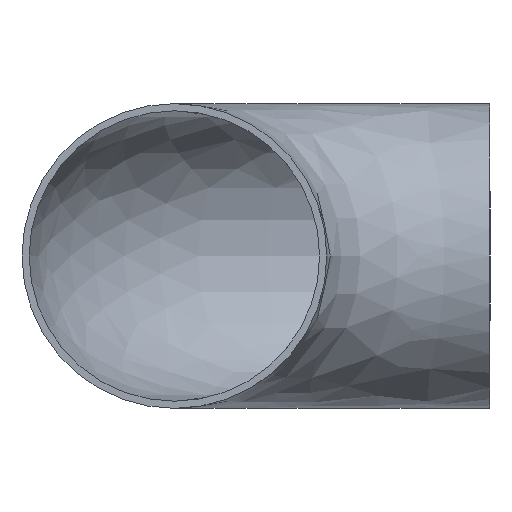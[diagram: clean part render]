
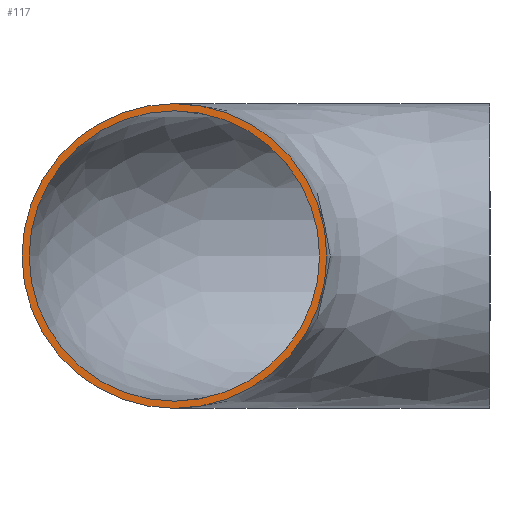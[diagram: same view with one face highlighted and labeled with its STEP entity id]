
A CAD part, front view. The second image highlights one B-rep face of the part: STEP entity #117.
In plain terms, the highlighted planar face has unit normal (0, -1, 0).
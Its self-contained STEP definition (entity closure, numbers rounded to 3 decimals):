
#5 = EDGE_LOOP ( 'NONE', ( #237, #403 ) ) ;
#25 = CARTESIAN_POINT ( 'NONE',  ( 0., 0., -25.4 ) ) ;
#27 = CIRCLE ( 'NONE', #80, 25.4 ) ;
#34 = AXIS2_PLACEMENT_3D ( 'NONE', #113, #293, #510 ) ;
#44 = EDGE_CURVE ( 'NONE', #269, #424, #27, .T. ) ;
#80 = AXIS2_PLACEMENT_3D ( 'NONE', #126, #171, #460 ) ;
#99 = ORIENTED_EDGE ( 'NONE', *, *, #445, .T. ) ;
#113 = CARTESIAN_POINT ( 'NONE',  ( 0., 0., 0. ) ) ;
#117 = ADVANCED_FACE ( 'NONE', ( #405, #337 ), #536, .F. ) ;
#118 = EDGE_CURVE ( 'NONE', #424, #269, #496, .T. ) ;
#126 = CARTESIAN_POINT ( 'NONE',  ( 0., 0., 0. ) ) ;
#154 = AXIS2_PLACEMENT_3D ( 'NONE', #185, #301, #512 ) ;
#157 = CARTESIAN_POINT ( 'NONE',  ( 0., 0., 24.2 ) ) ;
#171 = DIRECTION ( 'NONE',  ( 0., 1., 0. ) ) ;
#185 = CARTESIAN_POINT ( 'NONE',  ( 0., 0., 0. ) ) ;
#236 = DIRECTION ( 'NONE',  ( 0., 0., 1. ) ) ;
#237 = ORIENTED_EDGE ( 'NONE', *, *, #44, .F. ) ;
#269 = VERTEX_POINT ( 'NONE', #382 ) ;
#293 = DIRECTION ( 'NONE',  ( 0., 1., 0. ) ) ;
#295 = DIRECTION ( 'NONE',  ( 0., 1., 0. ) ) ;
#301 = DIRECTION ( 'NONE',  ( 0., 1., 0. ) ) ;
#309 = EDGE_CURVE ( 'NONE', #360, #448, #459, .T. ) ;
#336 = AXIS2_PLACEMENT_3D ( 'NONE', #487, #489, #236 ) ;
#337 = FACE_OUTER_BOUND ( 'NONE', #5, .T. ) ;
#353 = CIRCLE ( 'NONE', #34, 24.2 ) ;
#356 = AXIS2_PLACEMENT_3D ( 'NONE', #426, #295, #383 ) ;
#360 = VERTEX_POINT ( 'NONE', #523 ) ;
#382 = CARTESIAN_POINT ( 'NONE',  ( 0., 0., 25.4 ) ) ;
#383 = DIRECTION ( 'NONE',  ( 0., 0., 1. ) ) ;
#403 = ORIENTED_EDGE ( 'NONE', *, *, #118, .F. ) ;
#404 = ORIENTED_EDGE ( 'NONE', *, *, #309, .T. ) ;
#405 = FACE_BOUND ( 'NONE', #428, .T. ) ;
#424 = VERTEX_POINT ( 'NONE', #25 ) ;
#426 = CARTESIAN_POINT ( 'NONE',  ( 0., 0., 0. ) ) ;
#428 = EDGE_LOOP ( 'NONE', ( #99, #404 ) ) ;
#445 = EDGE_CURVE ( 'NONE', #448, #360, #353, .T. ) ;
#448 = VERTEX_POINT ( 'NONE', #157 ) ;
#459 = CIRCLE ( 'NONE', #336, 24.2 ) ;
#460 = DIRECTION ( 'NONE',  ( 0., 0., 1. ) ) ;
#487 = CARTESIAN_POINT ( 'NONE',  ( 0., 0., 0. ) ) ;
#489 = DIRECTION ( 'NONE',  ( 0., 1., 0. ) ) ;
#496 = CIRCLE ( 'NONE', #154, 25.4 ) ;
#510 = DIRECTION ( 'NONE',  ( 0., 0., 1. ) ) ;
#512 = DIRECTION ( 'NONE',  ( 0., 0., 1. ) ) ;
#523 = CARTESIAN_POINT ( 'NONE',  ( 0., 0., -24.2 ) ) ;
#536 = PLANE ( 'NONE',  #356 ) ;
